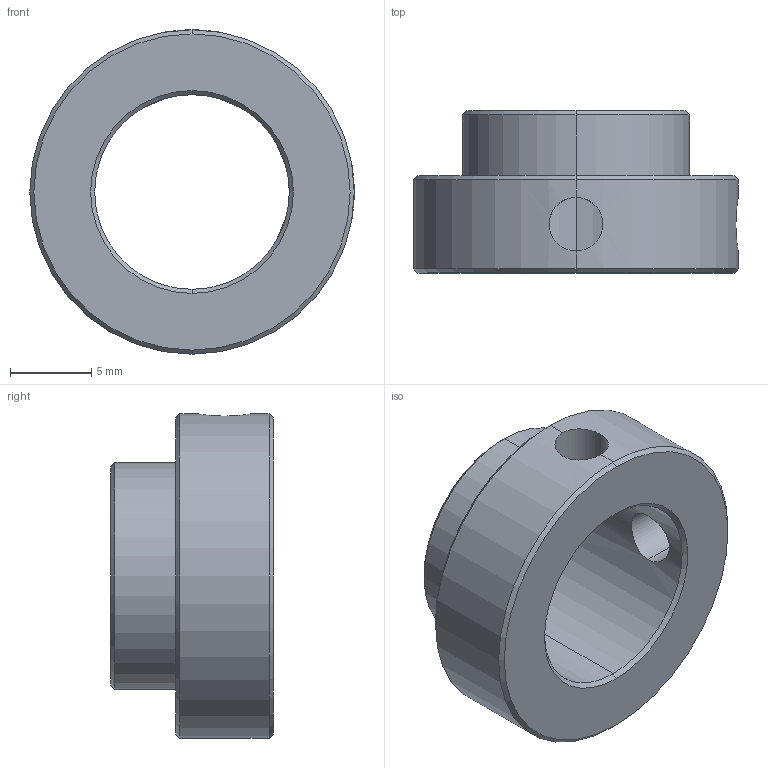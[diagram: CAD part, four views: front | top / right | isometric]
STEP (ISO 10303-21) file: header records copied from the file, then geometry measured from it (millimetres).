
FILE_DESCRIPTION (( 'STEP AP203' ), '1' );
FILE_NAME ('止付型固定環 SCRBF-A6-D20-d12-T10-M4.STEP', '2021-02-23T06:11:07', ( '' ), ( '' ), 'SwSTEP 2.0', 'SolidWorks 2019', '' );
FILE_SCHEMA (( 'CONFIG_CONTROL_DESIGN' ));
Length unit declared in the file: millimetre
Products named in the file (1): 止付型固定環 SCRBF-A6-D20-d12-T10-M4
Bounding box: 20 x 10 x 20 mm (x, y, z)
Volume: 1293.3 mm3; surface area: 1345.5 mm2
Topology: 1 solids, 1 shells, 23 faces, 56 edges, 34 vertices
Faces by surface type: cone 10, cylinder 10, plane 3
Entity records: 949 total; most frequent: CARTESIAN_POINT 326, DIRECTION 114, ORIENTED_EDGE 112, EDGE_CURVE 56, AXIS2_PLACEMENT_3D 46, VERTEX_POINT 34, EDGE_LOOP 28, ADVANCED_FACE 23
